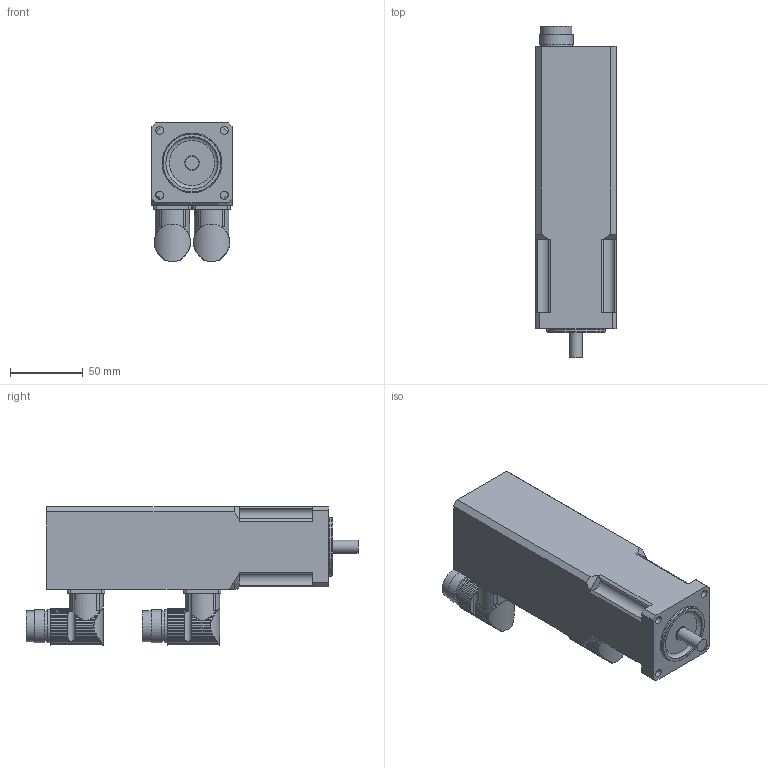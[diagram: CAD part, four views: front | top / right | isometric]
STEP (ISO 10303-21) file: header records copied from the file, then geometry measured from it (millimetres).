
FILE_DESCRIPTION(/* description */ (''),/* implementation_level */ '2;1');
FILE_NAME(/* name */ 'KSY1104Q_MF_Rx',/* time_stamp */ '2008-11-03T14:52:29+01:00',/* author */ (''),/* organization */ (''),/* preprocessor_version */ 'ST-DEVELOPER v8',/* originating_system */ 'UNIGRAPHICS SOLUTIONS - UNIGRAPHICS 18.0',/* authorisation */ '');
FILE_SCHEMA (('AUTOMOTIVE_DESIGN { 1 2 10303 214 0 1 1 1 }'));
Length unit declared in the file: millimetre
Products named in the file (2): Winkelflanschdose_0; KSY1104Q-MF-RO_0
Assembly tree (2 placements, depth 2):
  KSY1104Q-MF-RO_0
    Winkelflanschdose_0  x2
Bounding box: 55 x 228.15 x 94.99 mm (x, y, z)
Volume: 637496.6 mm3; surface area: 65333.7 mm2
Topology: 3 solids, 4 shells, 394 faces, 1102 edges, 734 vertices
Faces by surface type: cylinder 317, plane 70, cone 5, torus 2
Full cylindrical faces by diameter (mm): 2 x1, 5.5 x4, 9 x1, 10 x1, 16 x2, 20 x2, 21 x2, 21.5 x2, 23 x4, 36 x1, 40 x1
Entity records: 7712 total; most frequent: CARTESIAN_POINT 1910, ORIENTED_EDGE 1222, DIRECTION 1154, EDGE_CURVE 611, AXIS2_PLACEMENT_3D 460, VERTEX_POINT 418, EDGE_LOOP 269, LINE 234
